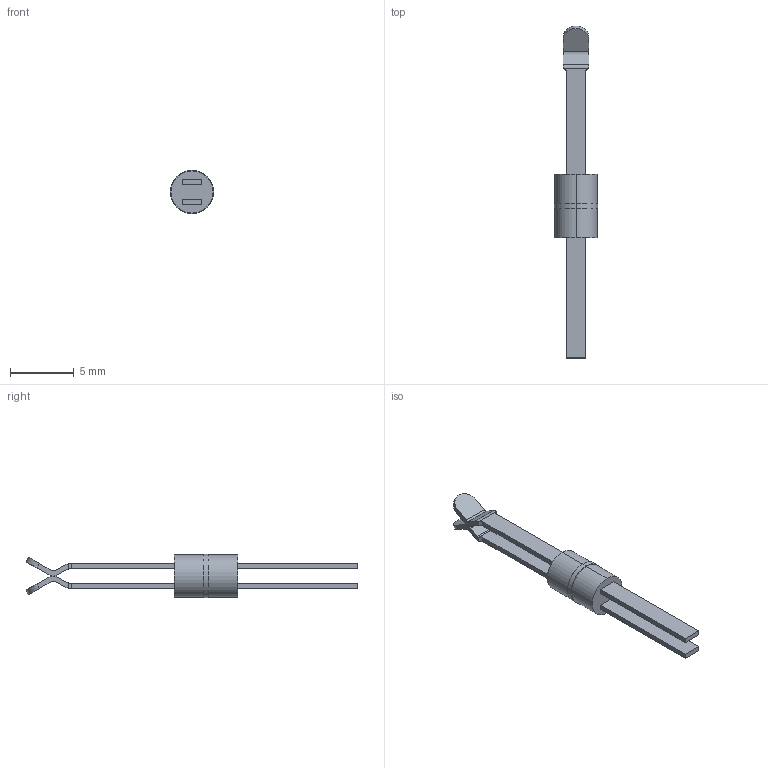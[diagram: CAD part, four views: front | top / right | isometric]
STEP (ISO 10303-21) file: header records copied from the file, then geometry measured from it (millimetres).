
FILE_DESCRIPTION (( 'STEP AP214' ), '1' );
FILE_NAME ('UE53-P-150.STEP', '2020-08-10T09:43:30', ( '' ), ( '' ), 'SwSTEP 2.0', 'SolidWorks 2020', '' );
FILE_SCHEMA (( 'AUTOMOTIVE_DESIGN' ));
Length unit declared in the file: millimetre
Products named in the file (3): UE53-P-150; UE53-P-150_Kontakt; UE53-P-150_Gehäuse
Assembly tree (3 placements, depth 2):
  UE53-P-150
    UE53-P-150_Gehäuse
    UE53-P-150_Kontakt  x2
Bounding box: 3.4 x 25.99 x 3.4 mm (x, y, z)
Volume: 69.7 mm3; surface area: 313.8 mm2
Topology: 3 solids, 3 shells, 56 faces, 136 edges, 88 vertices
Faces by surface type: plane 34, cylinder 22
Entity records: 1205 total; most frequent: DIRECTION 203, CARTESIAN_POINT 190, ORIENTED_EDGE 178, EDGE_CURVE 89, AXIS2_PLACEMENT_3D 71, LINE 61, VECTOR 61, VERTEX_POINT 58
